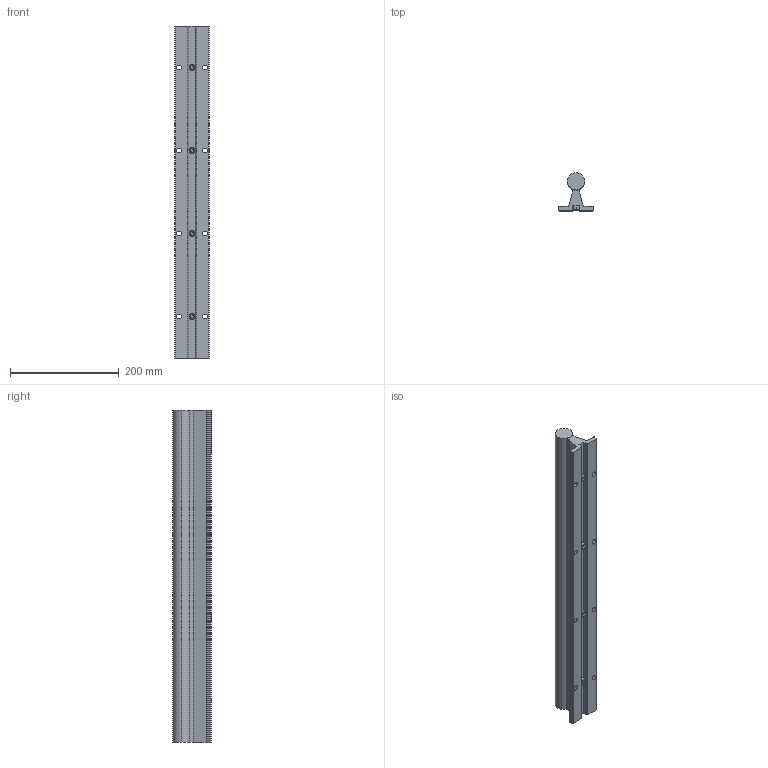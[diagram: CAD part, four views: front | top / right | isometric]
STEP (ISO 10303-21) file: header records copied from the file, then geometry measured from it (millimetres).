
FILE_DESCRIPTION (( 'STEP AP203' ), '1' );
FILE_NAME ('SRA20SS-024.000-SL.step', '2023-06-07T12:40:48', ( '' ), ( '' ), 'SwSTEP 2.0', 'SolidWorks 2021', '' );
FILE_SCHEMA (( 'CONFIG_CONTROL_DESIGN' ));
Length unit declared in the file: inch
Products named in the file (1): SRA20SS-024.000-SL
Bounding box: 63.5 x 69.85 x 609.6 mm (x, y, z)
Volume: 1067745.6 mm3; surface area: 204912 mm2
Topology: 6 solids, 6 shells, 203 faces, 461 edges, 274 vertices
Faces by surface type: cylinder 72, plane 71, cone 60
Entity records: 6176 total; most frequent: CARTESIAN_POINT 1511, DIRECTION 997, ORIENTED_EDGE 906, EDGE_CURVE 453, AXIS2_PLACEMENT_3D 384, VERTEX_POINT 274, EDGE_LOOP 239, LINE 229
